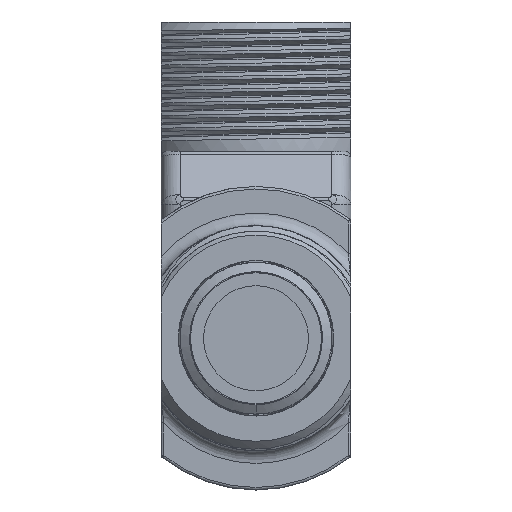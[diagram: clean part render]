
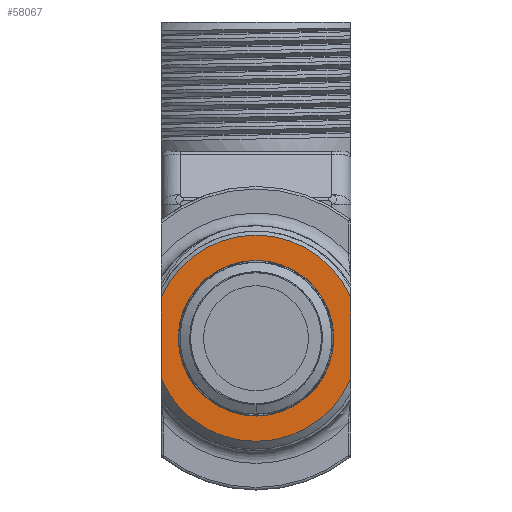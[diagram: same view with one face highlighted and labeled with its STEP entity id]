
A CAD part, front view. The second image highlights one B-rep face of the part: STEP entity #58067.
In plain terms, the highlighted planar face has unit normal (0, -1, 0).
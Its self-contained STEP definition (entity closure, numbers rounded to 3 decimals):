
#54869=CARTESIAN_POINT('',(0.,-12.8,0.));
#54870=DIRECTION('',(0.,1.,0.));
#54871=DIRECTION('',(1.,0.,0.));
#54872=AXIS2_PLACEMENT_3D('',#54869,#54870,#54871);
#54874=CARTESIAN_POINT('',(0.,-12.8,0.));
#54875=DIRECTION('',(0.,1.,0.));
#54876=DIRECTION('',(-1.,0.,0.));
#54877=AXIS2_PLACEMENT_3D('',#54874,#54875,#54876);
#54879=CARTESIAN_POINT('',(0.,-12.8,0.));
#54880=DIRECTION('',(0.,-1.,0.));
#54881=DIRECTION('',(-0.92,0.,-0.391));
#54882=AXIS2_PLACEMENT_3D('',#54879,#54880,#54881);
#54884=DIRECTION('',(0.,0.,1.));
#54885=VECTOR('',#54884,6.379);
#54886=CARTESIAN_POINT('',(-7.5,-12.8,
-3.189));
#54887=LINE('',#54886,#54885);
#54888=CARTESIAN_POINT('',(0.,-12.8,0.));
#54889=DIRECTION('',(0.,-1.,0.));
#54890=DIRECTION('',(0.92,0.,0.391));
#54891=AXIS2_PLACEMENT_3D('',#54888,#54889,#54890);
#54893=DIRECTION('',(0.,0.,-1.));
#54894=VECTOR('',#54893,6.379);
#54895=CARTESIAN_POINT('',(7.5,-12.8,
3.189));
#54896=LINE('',#54895,#54894);
#57892=CARTESIAN_POINT('',(6.15,-12.8,0.));
#57893=CARTESIAN_POINT('',(-6.15,-12.8,0.));
#57894=VERTEX_POINT('',#57892);
#57895=VERTEX_POINT('',#57893);
#58037=CARTESIAN_POINT('',(-7.5,-12.8,-3.189));
#58038=CARTESIAN_POINT('',(7.5,-12.8,-3.189));
#58039=VERTEX_POINT('',#58037);
#58040=VERTEX_POINT('',#58038);
#58041=CARTESIAN_POINT('',(7.5,-12.8,3.189));
#58042=CARTESIAN_POINT('',(-7.5,-12.8,3.189));
#58043=VERTEX_POINT('',#58041);
#58044=VERTEX_POINT('',#58042);
#58046=CARTESIAN_POINT('',(0.,-12.8,0.));
#58047=DIRECTION('',(0.,1.,0.));
#58048=DIRECTION('',(1.,0.,0.));
#58049=AXIS2_PLACEMENT_3D('',#58046,#58047,#58048);
#58050=PLANE('',#58049);
#58052=ORIENTED_EDGE('',*,*,#58051,.F.);
#58054=ORIENTED_EDGE('',*,*,#58053,.T.);
#58056=ORIENTED_EDGE('',*,*,#58055,.F.);
#58058=ORIENTED_EDGE('',*,*,#58057,.T.);
#58059=EDGE_LOOP('',(#58052,#58054,#58056,#58058));
#58060=FACE_OUTER_BOUND('',#58059,.F.);
#58062=ORIENTED_EDGE('',*,*,#58061,.F.);
#58064=ORIENTED_EDGE('',*,*,#58063,.F.);
#58065=EDGE_LOOP('',(#58062,#58064));
#58066=FACE_BOUND('',#58065,.F.);
#58067=ADVANCED_FACE('',(#58060,#58066),#58050,.F.);
#54873=CIRCLE('',#54872,6.15);
#54878=CIRCLE('',#54877,6.15);
#54883=CIRCLE('',#54882,8.15);
#54892=CIRCLE('',#54891,8.15);
#58051=EDGE_CURVE('',#58039,#58040,#54883,.T.);
#58053=EDGE_CURVE('',#58039,#58044,#54887,.T.);
#58055=EDGE_CURVE('',#58043,#58044,#54892,.T.);
#58057=EDGE_CURVE('',#58043,#58040,#54896,.T.);
#58061=EDGE_CURVE('',#57894,#57895,#54873,.T.);
#58063=EDGE_CURVE('',#57895,#57894,#54878,.T.);
